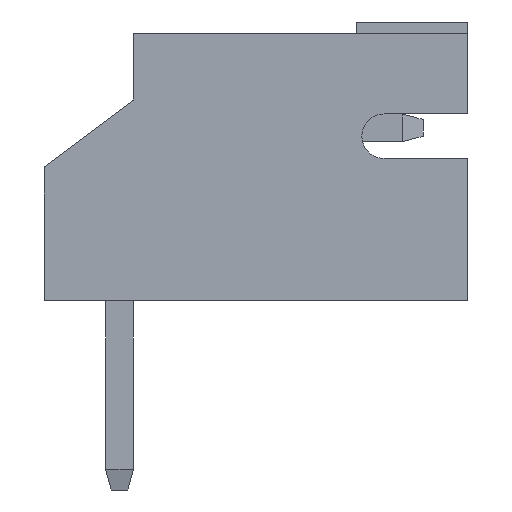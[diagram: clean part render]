
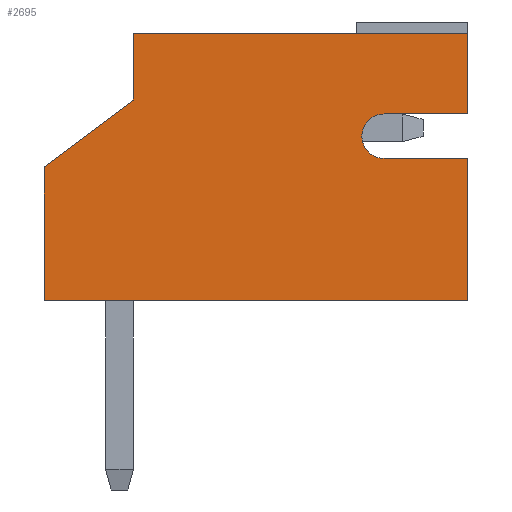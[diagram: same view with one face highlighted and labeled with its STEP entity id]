
A CAD part, left-side view. The second image highlights one B-rep face of the part: STEP entity #2695.
In plain terms, the highlighted planar face has unit normal (-1, 0, 0).
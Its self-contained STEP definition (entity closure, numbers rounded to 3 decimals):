
#121=CIRCLE('',#2855,0.4);
#149=FACE_OUTER_BOUND('',#294,.T.);
#294=EDGE_LOOP('',(#1853,#1854,#1855,#1856,#1857,#1858,#1859,#1860,#1861,
#1862));
#445=LINE('',#3721,#807);
#483=LINE('',#3795,#845);
#489=LINE('',#3809,#851);
#490=LINE('',#3811,#852);
#491=LINE('',#3813,#853);
#492=LINE('',#3815,#854);
#493=LINE('',#3817,#855);
#494=LINE('',#3819,#856);
#495=LINE('',#3821,#857);
#807=VECTOR('',#3021,1.);
#845=VECTOR('',#3065,1.);
#851=VECTOR('',#3081,1.);
#852=VECTOR('',#3082,1.);
#853=VECTOR('',#3083,1.);
#854=VECTOR('',#3084,1.);
#855=VECTOR('',#3085,1.);
#856=VECTOR('',#3086,1.);
#857=VECTOR('',#3087,1.);
#1169=VERTEX_POINT('',#3718);
#1170=VERTEX_POINT('',#3720);
#1203=VERTEX_POINT('',#3793);
#1206=VERTEX_POINT('',#3808);
#1207=VERTEX_POINT('',#3810);
#1208=VERTEX_POINT('',#3812);
#1209=VERTEX_POINT('',#3814);
#1210=VERTEX_POINT('',#3816);
#1211=VERTEX_POINT('',#3818);
#1212=VERTEX_POINT('',#3820);
#1412=EDGE_CURVE('',#1170,#1169,#445,.T.);
#1450=EDGE_CURVE('',#1169,#1203,#483,.T.);
#1456=EDGE_CURVE('',#1206,#1170,#489,.F.);
#1457=EDGE_CURVE('',#1203,#1207,#490,.T.);
#1458=EDGE_CURVE('',#1207,#1208,#491,.T.);
#1459=EDGE_CURVE('',#1208,#1209,#492,.T.);
#1460=EDGE_CURVE('',#1209,#1210,#493,.T.);
#1461=EDGE_CURVE('',#1210,#1211,#494,.T.);
#1462=EDGE_CURVE('',#1211,#1212,#495,.F.);
#1463=EDGE_CURVE('',#1212,#1206,#121,.F.);
#1853=ORIENTED_EDGE('',*,*,#1456,.T.);
#1854=ORIENTED_EDGE('',*,*,#1412,.T.);
#1855=ORIENTED_EDGE('',*,*,#1450,.T.);
#1856=ORIENTED_EDGE('',*,*,#1457,.T.);
#1857=ORIENTED_EDGE('',*,*,#1458,.T.);
#1858=ORIENTED_EDGE('',*,*,#1459,.T.);
#1859=ORIENTED_EDGE('',*,*,#1460,.T.);
#1860=ORIENTED_EDGE('',*,*,#1461,.T.);
#1861=ORIENTED_EDGE('',*,*,#1462,.T.);
#1862=ORIENTED_EDGE('',*,*,#1463,.T.);
#2560=PLANE('',#2854);
#2695=ADVANCED_FACE('',(#149),#2560,.T.);
#2854=AXIS2_PLACEMENT_3D('',#3807,#3079,#3080);
#2855=AXIS2_PLACEMENT_3D('',#3822,#3088,#3089);
#3021=DIRECTION('',(0.,0.,1.));
#3065=DIRECTION('',(0.,1.,0.));
#3079=DIRECTION('center_axis',(-1.,0.,0.));
#3080=DIRECTION('ref_axis',(0.,0.,1.));
#3081=DIRECTION('',(0.,1.,0.));
#3082=DIRECTION('',(0.,0.,-1.));
#3083=DIRECTION('',(0.,0.8,-0.6));
#3084=DIRECTION('',(0.,0.,-1.));
#3085=DIRECTION('',(0.,-1.,0.));
#3086=DIRECTION('',(0.,0.,1.));
#3087=DIRECTION('',(0.,-1.,0.));
#3088=DIRECTION('center_axis',(-1.,0.,0.));
#3089=DIRECTION('ref_axis',(0.,0.,1.));
#3718=CARTESIAN_POINT('',(-1.95,-6.25,4.8));
#3720=CARTESIAN_POINT('',(-1.95,-6.25,3.35));
#3721=CARTESIAN_POINT('',(-1.95,-6.25,3.35));
#3793=CARTESIAN_POINT('',(-1.95,-0.25,4.8));
#3795=CARTESIAN_POINT('',(-1.95,-6.25,4.8));
#3807=CARTESIAN_POINT('Origin',(-1.95,0.,0.));
#3808=CARTESIAN_POINT('',(-1.95,-4.75,3.35));
#3809=CARTESIAN_POINT('',(-1.95,-6.25,3.35));
#3810=CARTESIAN_POINT('',(-1.95,-0.25,3.6));
#3811=CARTESIAN_POINT('',(-1.95,-0.25,4.8));
#3812=CARTESIAN_POINT('',(-1.95,1.35,2.4));
#3813=CARTESIAN_POINT('',(-1.95,-0.25,3.6));
#3814=CARTESIAN_POINT('',(-1.95,1.35,0.));
#3815=CARTESIAN_POINT('',(-1.95,1.35,2.4));
#3816=CARTESIAN_POINT('',(-1.95,-6.25,0.));
#3817=CARTESIAN_POINT('',(-1.95,1.35,0.));
#3818=CARTESIAN_POINT('',(-1.95,-6.25,2.55));
#3819=CARTESIAN_POINT('',(-1.95,-6.25,0.));
#3820=CARTESIAN_POINT('',(-1.95,-4.75,2.55));
#3821=CARTESIAN_POINT('',(-1.95,-4.75,2.55));
#3822=CARTESIAN_POINT('Origin',(-1.95,-4.75,2.95));
